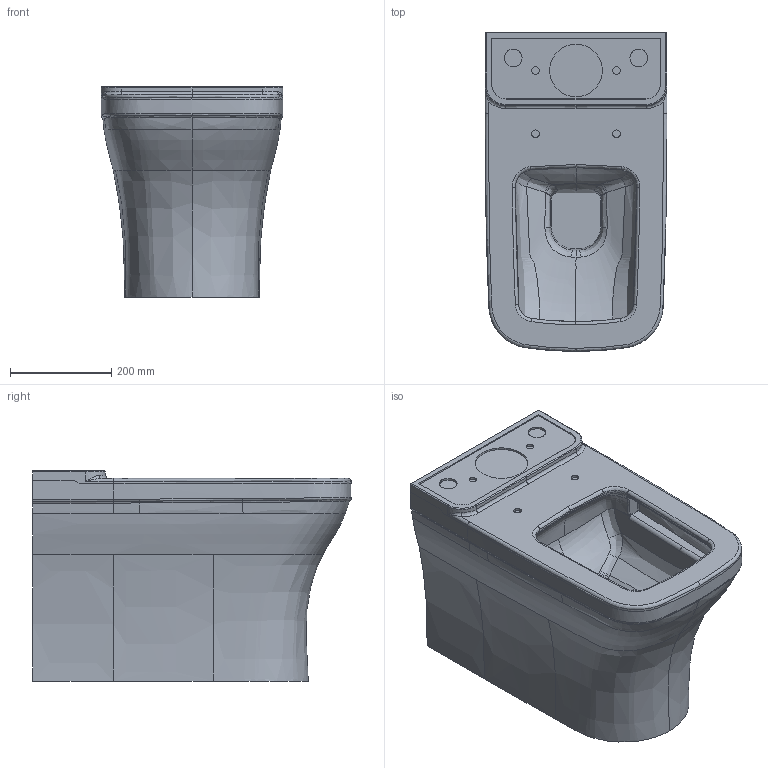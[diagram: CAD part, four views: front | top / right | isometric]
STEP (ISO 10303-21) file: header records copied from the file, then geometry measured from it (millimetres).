
FILE_DESCRIPTION(/* description */ (''),/* implementation_level */ '2;1');
FILE_NAME(/* name */ '1480_Sadeleştirilmiş Model.stp',/* time_stamp */ '2020-06-02T14:49:18+03:00',/* author */ (''),/* organization */ (''),/* preprocessor_version */ 'ST-DEVELOPER v16',/* originating_system */ 'SIEMENS PLM Software NX 11.0',/* authorisation */ '');
FILE_SCHEMA (('AUTOMOTIVE_DESIGN { 1 0 10303 214 3 1 1 1 }'));
Products named in the file (1): CAN1AFCA65Aa9la
Bounding box: 358.97 x 630.14 x 415.75 mm (x, y, z)
Volume: 54512839.6 mm3; surface area: 1221074.6 mm2
Topology: 1 solids, 1 shells, 206 faces, 531 edges, 330 vertices
Faces by surface type: bspline 148, plane 35, cylinder 9, extrusion 6, torus 4, cone 4
Full cylindrical faces by diameter (mm): 15 x4, 104 x1
Entity records: 36707 total; most frequent: CARTESIAN_POINT 33163, ORIENTED_EDGE 1028, EDGE_CURVE 514, B_SPLINE_CURVE_WITH_KNOTS 365, VERTEX_POINT 326, DIRECTION 268, EDGE_LOOP 222, ADVANCED_FACE 206
